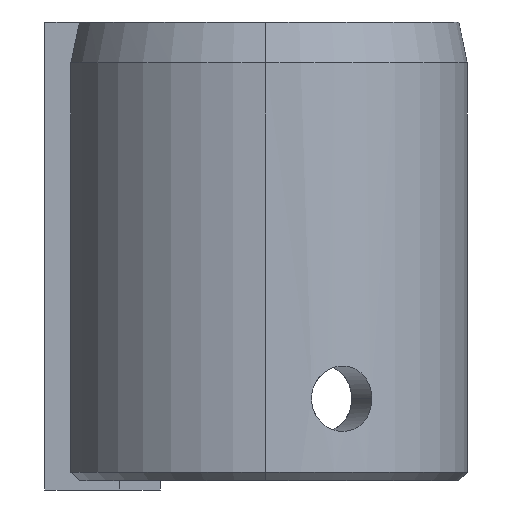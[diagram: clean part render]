
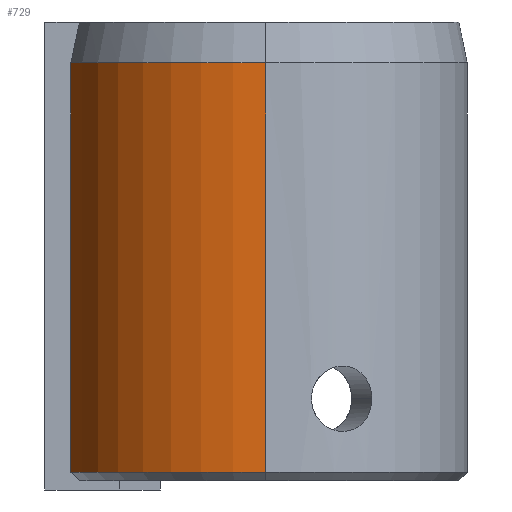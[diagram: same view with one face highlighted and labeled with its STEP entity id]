
A CAD part, left-side view. The second image highlights one B-rep face of the part: STEP entity #729.
In plain terms, the highlighted cylindrical face has radius 24.606 mm (diameter 49.212 mm), a partial arc.
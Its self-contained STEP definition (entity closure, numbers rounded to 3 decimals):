
#4 = EDGE_CURVE ( 'NONE', #439, #592, #1031, .T. ) ;
#121 = EDGE_CURVE ( 'NONE', #1152, #439, #463, .T. ) ;
#161 = DIRECTION ( 'NONE',  ( 0., 0., -1. ) ) ;
#269 = CARTESIAN_POINT ( 'NONE',  ( 0., 0., 23. ) ) ;
#285 = CARTESIAN_POINT ( 'NONE',  ( -24.606, 0., 28. ) ) ;
#317 = VECTOR ( 'NONE', #1304, 1000. ) ;
#372 = LINE ( 'NONE', #285, #489 ) ;
#439 = VERTEX_POINT ( 'NONE', #586 ) ;
#449 = EDGE_LOOP ( 'NONE', ( #1023, #931, #757, #1283 ) ) ;
#463 = LINE ( 'NONE', #1007, #317 ) ;
#489 = VECTOR ( 'NONE', #989, 1000. ) ;
#543 = AXIS2_PLACEMENT_3D ( 'NONE', #964, #1257, #726 ) ;
#565 = DIRECTION ( 'NONE',  ( -1., 0., 0. ) ) ;
#578 = CARTESIAN_POINT ( 'NONE',  ( -6.35, 23.773, 23. ) ) ;
#586 = CARTESIAN_POINT ( 'NONE',  ( -6.35, 23.773, -27. ) ) ;
#592 = VERTEX_POINT ( 'NONE', #601 ) ;
#601 = CARTESIAN_POINT ( 'NONE',  ( -24.606, 0., -27. ) ) ;
#690 = DIRECTION ( 'NONE',  ( -1., 0., 0. ) ) ;
#721 = VERTEX_POINT ( 'NONE', #1313 ) ;
#726 = DIRECTION ( 'NONE',  ( -1., 0., 0. ) ) ;
#729 = ADVANCED_FACE ( 'NONE', ( #1098 ), #1107, .T. ) ;
#741 = CIRCLE ( 'NONE', #811, 24.606 ) ;
#757 = ORIENTED_EDGE ( 'NONE', *, *, #121, .T. ) ;
#784 = AXIS2_PLACEMENT_3D ( 'NONE', #1300, #1019, #690 ) ;
#811 = AXIS2_PLACEMENT_3D ( 'NONE', #269, #161, #565 ) ;
#931 = ORIENTED_EDGE ( 'NONE', *, *, #1105, .T. ) ;
#964 = CARTESIAN_POINT ( 'NONE',  ( 0., 0., -27. ) ) ;
#989 = DIRECTION ( 'NONE',  ( 0., 0., -1. ) ) ;
#1007 = CARTESIAN_POINT ( 'NONE',  ( -6.35, 23.773, 28. ) ) ;
#1019 = DIRECTION ( 'NONE',  ( 0., 0., -1. ) ) ;
#1023 = ORIENTED_EDGE ( 'NONE', *, *, #1147, .F. ) ;
#1031 = CIRCLE ( 'NONE', #543, 24.606 ) ;
#1098 = FACE_OUTER_BOUND ( 'NONE', #449, .T. ) ;
#1105 = EDGE_CURVE ( 'NONE', #721, #1152, #741, .T. ) ;
#1107 = CYLINDRICAL_SURFACE ( 'NONE', #784, 24.606 ) ;
#1147 = EDGE_CURVE ( 'NONE', #721, #592, #372, .T. ) ;
#1152 = VERTEX_POINT ( 'NONE', #578 ) ;
#1257 = DIRECTION ( 'NONE',  ( 0., 0., 1. ) ) ;
#1283 = ORIENTED_EDGE ( 'NONE', *, *, #4, .T. ) ;
#1300 = CARTESIAN_POINT ( 'NONE',  ( 0., 0., 28. ) ) ;
#1304 = DIRECTION ( 'NONE',  ( 0., 0., -1. ) ) ;
#1313 = CARTESIAN_POINT ( 'NONE',  ( -24.606, 0., 23. ) ) ;
